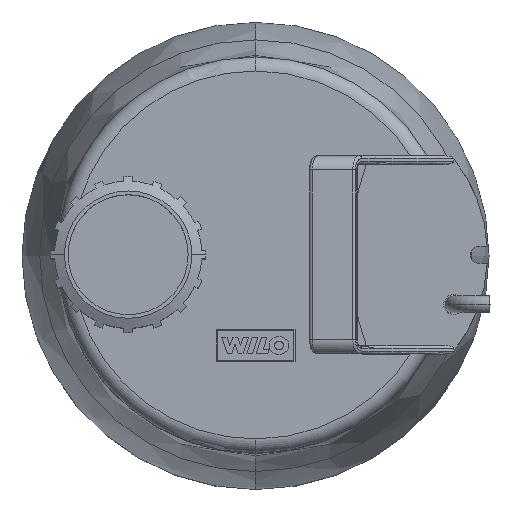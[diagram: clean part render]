
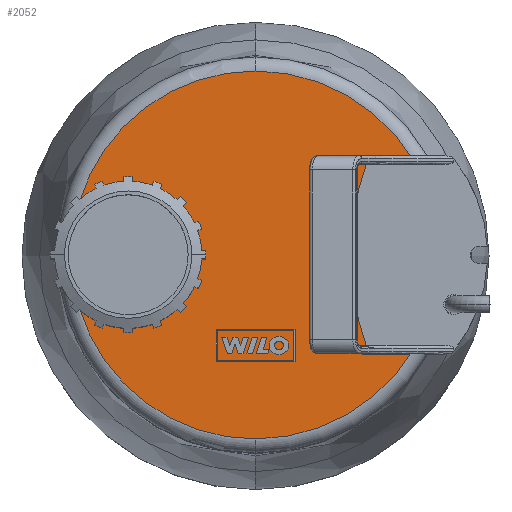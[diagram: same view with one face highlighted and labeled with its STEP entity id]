
A CAD part, top view. The second image highlights one B-rep face of the part: STEP entity #2052.
In plain terms, the highlighted planar face has unit normal (0, 0, 1).
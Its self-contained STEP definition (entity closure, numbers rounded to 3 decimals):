
#1592=CARTESIAN_POINT('',(0.,-65.,263.));
#1593=VERTEX_POINT('',#1592);
#1611=CARTESIAN_POINT('',(0.,65.,263.));
#1612=VERTEX_POINT('',#1611);
#1620=CARTESIAN_POINT('',(0.,0.,263.));
#1621=DIRECTION('',(0.0,0.0,-1.0));
#1622=DIRECTION('',(-1.0,0.0,0.0));
#1623=AXIS2_PLACEMENT_3D('',#1620,#1621,#1622);
#1624=CIRCLE('',#1623,65.0);
#1625=EDGE_CURVE('',#1612,#1593,#1624,.T.);
#1637=CARTESIAN_POINT('',(-23.8,0.,263.));
#1638=VERTEX_POINT('',#1637);
#1662=CARTESIAN_POINT('',(-64.451,-8.433,263.));
#1663=VERTEX_POINT('',#1662);
#1677=CARTESIAN_POINT('',(-45.0,0.,263.));
#1678=DIRECTION('',(0.0,0.0,-1.0));
#1679=DIRECTION('',(1.0,0.0,0.0));
#1680=AXIS2_PLACEMENT_3D('',#1677,#1678,#1679);
#1681=CIRCLE('',#1680,21.2);
#1682=EDGE_CURVE('',#1638,#1663,#1681,.T.);
#1963=CARTESIAN_POINT('',(-64.451,8.433,263.));
#1964=VERTEX_POINT('',#1963);
#1965=CARTESIAN_POINT('',(-45.0,0.,263.));
#1966=DIRECTION('',(0.0,0.0,-1.0));
#1967=DIRECTION('',(1.0,0.0,0.0));
#1968=AXIS2_PLACEMENT_3D('',#1965,#1966,#1967);
#1969=CIRCLE('',#1968,21.2);
#1970=EDGE_CURVE('',#1964,#1638,#1969,.T.);
#2012=CARTESIAN_POINT('',(0.,0.,263.));
#2013=DIRECTION('',(0.0,0.0,-1.0));
#2014=DIRECTION('',(-1.0,0.0,0.0));
#2015=AXIS2_PLACEMENT_3D('',#2012,#2013,#2014);
#2016=CIRCLE('',#2015,65.0);
#2017=EDGE_CURVE('',#1593,#1663,#2016,.T.);
#2021=CARTESIAN_POINT('',(0.,0.,263.));
#2022=DIRECTION('',(0.0,0.0,-1.0));
#2023=DIRECTION('',(-1.0,0.0,0.0));
#2024=AXIS2_PLACEMENT_3D('',#2021,#2022,#2023);
#2025=CIRCLE('',#2024,65.0);
#2026=EDGE_CURVE('',#1964,#1612,#2025,.T.);
#2040=CARTESIAN_POINT('',(-32.5,0.,263.));
#2041=DIRECTION('',(0.0,0.0,1.0));
#2042=DIRECTION('',(0.0,1.0,0.0));
#2043=AXIS2_PLACEMENT_3D('',#2040,#2041,#2042);
#2044=PLANE('',#2043);
#2045=ORIENTED_EDGE('',*,*,#1970,.T.);
#2046=ORIENTED_EDGE('',*,*,#1682,.T.);
#2047=ORIENTED_EDGE('',*,*,#2017,.F.);
#2048=ORIENTED_EDGE('',*,*,#1625,.F.);
#2049=ORIENTED_EDGE('',*,*,#2026,.F.);
#2050=EDGE_LOOP('',(#2045,#2046,#2047,#2048,#2049));
#2051=FACE_OUTER_BOUND('',#2050,.T.);
#2052=ADVANCED_FACE('',(#2051),#2044,.T.);
